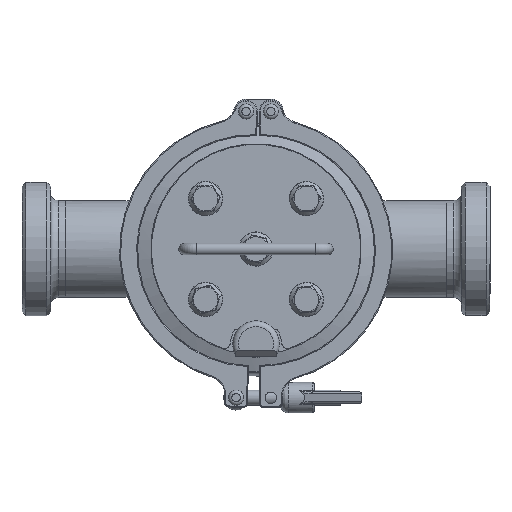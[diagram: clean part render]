
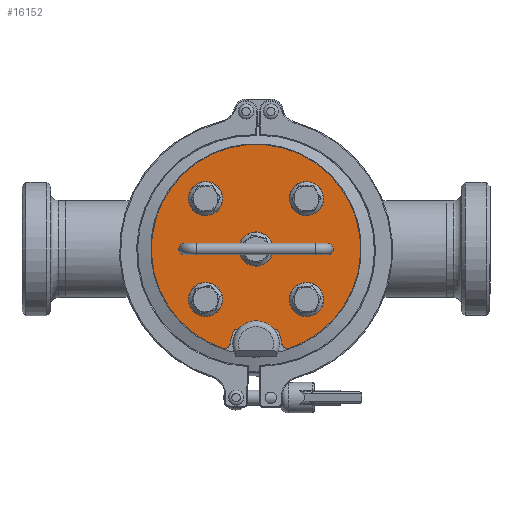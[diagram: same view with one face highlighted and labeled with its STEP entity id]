
A CAD part, front view. The second image highlights one B-rep face of the part: STEP entity #16152.
In plain terms, the highlighted planar face has unit normal (0, -1, 0).
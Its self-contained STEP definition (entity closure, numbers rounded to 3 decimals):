
#921=FACE_BOUND('',#2486,.T.);
#922=FACE_BOUND('',#2487,.T.);
#923=FACE_BOUND('',#2488,.T.);
#924=FACE_BOUND('',#2489,.T.);
#925=FACE_BOUND('',#2490,.T.);
#926=FACE_BOUND('',#2491,.T.);
#927=FACE_BOUND('',#2492,.T.);
#1071=PLANE('',#17424);
#1474=FACE_OUTER_BOUND('',#2485,.T.);
#2485=EDGE_LOOP('',(#10783,#10784,#10785,#10786,#10787,#10788));
#2486=EDGE_LOOP('',(#10789));
#2487=EDGE_LOOP('',(#10790));
#2488=EDGE_LOOP('',(#10791));
#2489=EDGE_LOOP('',(#10792));
#2490=EDGE_LOOP('',(#10793));
#2491=EDGE_LOOP('',(#10794));
#2492=EDGE_LOOP('',(#10795));
#3647=CIRCLE('',#17377,8.45);
#3670=CIRCLE('',#17425,3.);
#3671=CIRCLE('',#17426,55.);
#3672=CIRCLE('',#17427,3.);
#3673=CIRCLE('',#17428,13.5);
#3674=CIRCLE('',#17429,13.5);
#3675=CIRCLE('',#17430,8.45);
#3676=CIRCLE('',#17431,8.45);
#3677=CIRCLE('',#17432,3.05);
#3678=CIRCLE('',#17433,3.05);
#3679=CIRCLE('',#17434,8.45);
#3680=CIRCLE('',#17435,8.45);
#4726=LINE('',#26202,#5433);
#5433=VECTOR('',#20084,10.);
#6322=VERTEX_POINT('',#25550);
#6367=VERTEX_POINT('',#26192);
#6368=VERTEX_POINT('',#26193);
#6369=VERTEX_POINT('',#26195);
#6370=VERTEX_POINT('',#26197);
#6371=VERTEX_POINT('',#26199);
#6372=VERTEX_POINT('',#26201);
#6373=VERTEX_POINT('',#26204);
#6374=VERTEX_POINT('',#26206);
#6375=VERTEX_POINT('',#26208);
#6376=VERTEX_POINT('',#26210);
#6377=VERTEX_POINT('',#26212);
#6378=VERTEX_POINT('',#26214);
#7924=EDGE_CURVE('',#6322,#6322,#3647,.T.);
#8004=EDGE_CURVE('',#6367,#6368,#3670,.T.);
#8005=EDGE_CURVE('',#6369,#6367,#3671,.T.);
#8006=EDGE_CURVE('',#6370,#6369,#3672,.T.);
#8007=EDGE_CURVE('',#6370,#6371,#3673,.T.);
#8008=EDGE_CURVE('',#6371,#6372,#4726,.T.);
#8009=EDGE_CURVE('',#6372,#6368,#3674,.T.);
#8010=EDGE_CURVE('',#6373,#6373,#3675,.T.);
#8011=EDGE_CURVE('',#6374,#6374,#3676,.T.);
#8012=EDGE_CURVE('',#6375,#6375,#3677,.T.);
#8013=EDGE_CURVE('',#6376,#6376,#3678,.T.);
#8014=EDGE_CURVE('',#6377,#6377,#3679,.T.);
#8015=EDGE_CURVE('',#6378,#6378,#3680,.T.);
#10783=ORIENTED_EDGE('',*,*,#8004,.F.);
#10784=ORIENTED_EDGE('',*,*,#8005,.F.);
#10785=ORIENTED_EDGE('',*,*,#8006,.F.);
#10786=ORIENTED_EDGE('',*,*,#8007,.T.);
#10787=ORIENTED_EDGE('',*,*,#8008,.T.);
#10788=ORIENTED_EDGE('',*,*,#8009,.T.);
#10789=ORIENTED_EDGE('',*,*,#8010,.T.);
#10790=ORIENTED_EDGE('',*,*,#8011,.T.);
#10791=ORIENTED_EDGE('',*,*,#8012,.T.);
#10792=ORIENTED_EDGE('',*,*,#8013,.T.);
#10793=ORIENTED_EDGE('',*,*,#8014,.T.);
#10794=ORIENTED_EDGE('',*,*,#8015,.T.);
#10795=ORIENTED_EDGE('',*,*,#7924,.T.);
#16152=ADVANCED_FACE('',(#1474,#921,#922,#923,#924,#925,#926,#927),#1071,
 .F.);
#17377=AXIS2_PLACEMENT_3D('',#25551,#19965,#19966);
#17424=AXIS2_PLACEMENT_3D('',#26191,#20074,#20075);
#17425=AXIS2_PLACEMENT_3D('',#26194,#20076,#20077);
#17426=AXIS2_PLACEMENT_3D('',#26196,#20078,#20079);
#17427=AXIS2_PLACEMENT_3D('',#26198,#20080,#20081);
#17428=AXIS2_PLACEMENT_3D('',#26200,#20082,#20083);
#17429=AXIS2_PLACEMENT_3D('',#26203,#20085,#20086);
#17430=AXIS2_PLACEMENT_3D('',#26205,#20087,#20088);
#17431=AXIS2_PLACEMENT_3D('',#26207,#20089,#20090);
#17432=AXIS2_PLACEMENT_3D('',#26209,#20091,#20092);
#17433=AXIS2_PLACEMENT_3D('',#26211,#20093,#20094);
#17434=AXIS2_PLACEMENT_3D('',#26213,#20095,#20096);
#17435=AXIS2_PLACEMENT_3D('',#26215,#20097,#20098);
#19965=DIRECTION('center_axis',(0.,1.,0.));
#19966=DIRECTION('ref_axis',(0.479,0.,-0.878));
#20074=DIRECTION('center_axis',(0.,1.,0.));
#20075=DIRECTION('ref_axis',(0.,0.,
1.));
#20076=DIRECTION('center_axis',(0.,1.,0.));
#20077=DIRECTION('ref_axis',(-0.567,0.,-0.823));
#20078=DIRECTION('center_axis',(0.,1.,0.));
#20079=DIRECTION('ref_axis',(0.,0.,
1.));
#20080=DIRECTION('center_axis',(0.,1.,0.));
#20081=DIRECTION('ref_axis',(0.567,0.,-0.823));
#20082=DIRECTION('center_axis',(0.,1.,0.));
#20083=DIRECTION('ref_axis',(-0.831,0.,0.556));
#20084=DIRECTION('',(1.,0.,0.));
#20085=DIRECTION('center_axis',(0.,1.,0.));
#20086=DIRECTION('ref_axis',(0.967,0.,-0.254));
#20087=DIRECTION('center_axis',(0.,1.,0.));
#20088=DIRECTION('ref_axis',(-0.067,0.,
0.998));
#20089=DIRECTION('center_axis',(0.,1.,0.));
#20090=DIRECTION('ref_axis',(-0.177,0.,0.984));
#20091=DIRECTION('center_axis',(0.,1.,0.));
#20092=DIRECTION('ref_axis',(0.,0.,
-1.));
#20093=DIRECTION('center_axis',(0.,1.,0.));
#20094=DIRECTION('ref_axis',(0.,0.,
-1.));
#20095=DIRECTION('center_axis',(0.,1.,0.));
#20096=DIRECTION('ref_axis',(0.292,0.,-0.956));
#20097=DIRECTION('center_axis',(0.,1.,0.));
#20098=DIRECTION('ref_axis',(0.928,0.,-0.374));
#25550=CARTESIAN_POINT('',(-4.047,-50.7,7.418));
#25551=CARTESIAN_POINT('Origin',(0.,-50.7,
0.));
#26191=CARTESIAN_POINT('Origin',(0.,-50.7,
0.));
#26192=CARTESIAN_POINT('',(17.437,-50.7,-52.163));
#26193=CARTESIAN_POINT('',(13.488,-50.7,-49.442));
#26194=CARTESIAN_POINT('Origin',(16.486,-50.7,-49.318));
#26195=CARTESIAN_POINT('',(-17.437,-50.7,-52.163));
#26196=CARTESIAN_POINT('Origin',(0.,-50.7,
0.));
#26197=CARTESIAN_POINT('',(-13.488,-50.7,-49.442));
#26198=CARTESIAN_POINT('Origin',(-16.486,-50.7,-49.317));
#26199=CARTESIAN_POINT('',(-11.225,-50.7,-42.5));
#26200=CARTESIAN_POINT('Origin',(0.,-50.7,
-50.));
#26201=CARTESIAN_POINT('',(11.225,-50.7,-42.5));
#26202=CARTESIAN_POINT('',(-5.612,-50.7,-42.5));
#26203=CARTESIAN_POINT('Origin',(0.,-50.7,
-50.));
#26204=CARTESIAN_POINT('',(27.08,-50.7,-34.948));
#26205=CARTESIAN_POINT('Origin',(26.517,-50.7,-26.517));
#26206=CARTESIAN_POINT('',(28.013,-50.7,18.2));
#26207=CARTESIAN_POINT('Origin',(26.517,-50.7,26.517));
#26208=CARTESIAN_POINT('',(37.5,-50.7,3.05));
#26209=CARTESIAN_POINT('Origin',(37.5,-50.7,0.));
#26210=CARTESIAN_POINT('',(-37.5,-50.7,3.05));
#26211=CARTESIAN_POINT('Origin',(-37.5,-50.7,0.));
#26212=CARTESIAN_POINT('',(-28.987,-50.7,-18.436));
#26213=CARTESIAN_POINT('Origin',(-26.517,-50.7,-26.517));
#26214=CARTESIAN_POINT('',(-34.354,-50.7,29.675));
#26215=CARTESIAN_POINT('Origin',(-26.517,-50.7,26.517));
